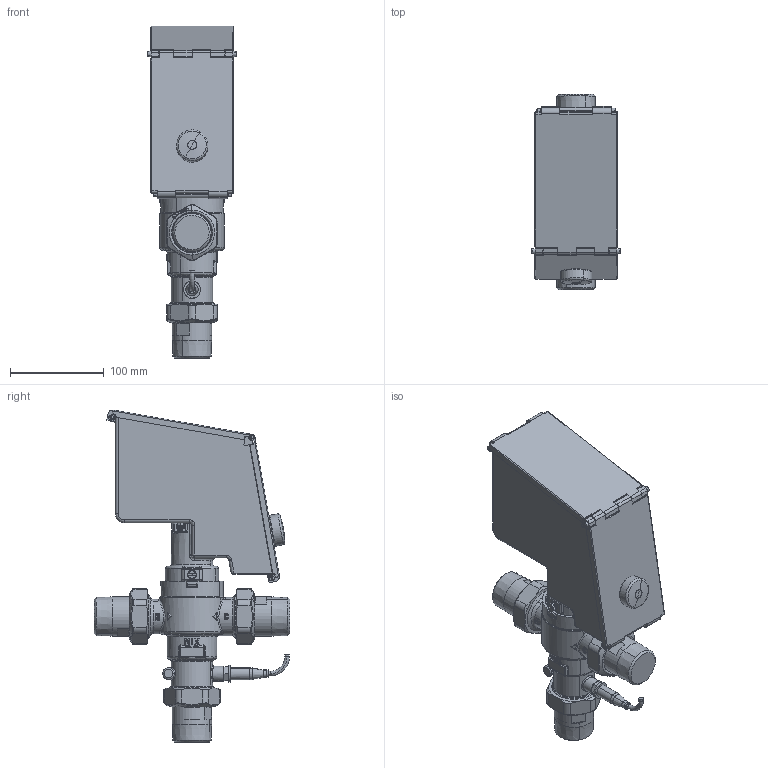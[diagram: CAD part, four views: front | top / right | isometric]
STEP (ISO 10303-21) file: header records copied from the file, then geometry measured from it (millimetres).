
FILE_DESCRIPTION(('CATIA V5 STEP Exchange'),'2;1');
FILE_NAME('STEP_600075_-_TST.stp','2017-11-23T08:35:19+00:00',('none'),('none'),'CATIA Version 5-6 Release 2016 SP4','CATIA V5 STEP AP203','none');
FILE_SCHEMA(('CONFIG_CONTROL_DESIGN'));
Products named in the file (1): _600075est0001_sw0001
Bounding box: 95.47 x 209 x 354.58 mm (x, y, z)
Surface area: 215511.1 mm2 (no closed solid volume)
Topology: 0 solids, 97 shells, 1440 faces, 4901 edges, 3403 vertices
Faces by surface type: bspline 491, cylinder 365, plane 319, cone 119, torus 90, sphere 56
Entity records: 76656 total; most frequent: CARTESIAN_POINT 44482, ORIENTED_EDGE 7444, EDGE_CURVE 4860, DIRECTION 4006, VERTEX_POINT 3403, B_SPLINE_CURVE_WITH_KNOTS 1930, AXIS2_PLACEMENT_3D 1685, ADVANCED_FACE 1440
